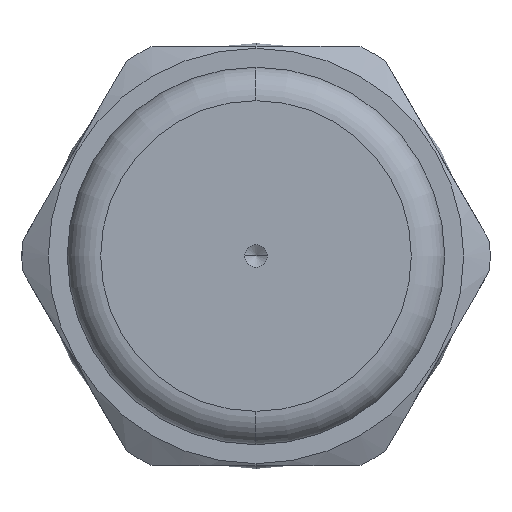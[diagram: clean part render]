
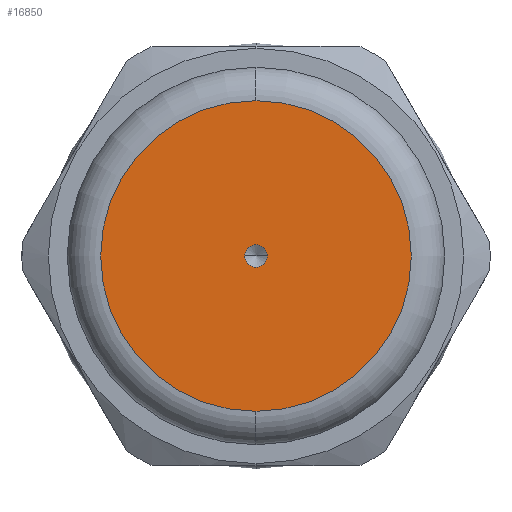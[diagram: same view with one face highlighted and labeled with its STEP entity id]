
A CAD part, left-side view. The second image highlights one B-rep face of the part: STEP entity #16850.
In plain terms, the highlighted planar face has unit normal (-1, 0, 0).
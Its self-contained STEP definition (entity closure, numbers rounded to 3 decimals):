
#101 = VERTEX_POINT ( 'NONE', #15930 ) ;
#482 = ORIENTED_EDGE ( 'NONE', *, *, #15681, .F. ) ;
#787 = ORIENTED_EDGE ( 'NONE', *, *, #15305, .T. ) ;
#895 = ORIENTED_EDGE ( 'NONE', *, *, #15133, .F. ) ;
#1173 = ORIENTED_EDGE ( 'NONE', *, *, #15680, .T. ) ;
#2152 = CARTESIAN_POINT ( 'NONE',  ( -23., 0., 0. ) ) ;
#2153 = DIRECTION ( 'NONE',  ( 1., 0., 0. ) ) ;
#2154 = DIRECTION ( 'NONE',  ( 0., 0., -1. ) ) ;
#2155 = CARTESIAN_POINT ( 'NONE',  ( -23., 0., 0. ) ) ;
#2156 = DIRECTION ( 'NONE',  ( 1., 0., 0. ) ) ;
#2157 = DIRECTION ( 'NONE',  ( 0., 0., -1. ) ) ;
#4099 = CARTESIAN_POINT ( 'NONE',  ( -23., 0., 8.23 ) ) ;
#4192 = CARTESIAN_POINT ( 'NONE',  ( -23., 0., -0.6 ) ) ;
#4198 = CARTESIAN_POINT ( 'NONE',  ( -23., 0., 0.6 ) ) ;
#5408 = CIRCLE ( 'NONE', #15161, 8.23 ) ;
#5549 = CIRCLE ( 'NONE', #16513, 0.6 ) ;
#5856 = CIRCLE ( 'NONE', #16634, 0.6 ) ;
#5857 = CIRCLE ( 'NONE', #16635, 8.23 ) ;
#6078 = FACE_BOUND ( 'NONE', #14954, .T. ) ;
#6082 = FACE_OUTER_BOUND ( 'NONE', #15016, .T. ) ;
#6619 = CARTESIAN_POINT ( 'NONE',  ( -23., 0., 0. ) ) ;
#6620 = DIRECTION ( 'NONE',  ( 1., 0., 0. ) ) ;
#6621 = DIRECTION ( 'NONE',  ( 0., 0., -1. ) ) ;
#7021 = DIRECTION ( 'NONE',  ( -1., 0., 0. ) ) ;
#7022 = CARTESIAN_POINT ( 'NONE',  ( -23., 0., -0.6 ) ) ;
#7024 = PLANE ( 'NONE',  #16766 ) ;
#7026 = DIRECTION ( 'NONE',  ( 0., 0., 1. ) ) ;
#7970 = CARTESIAN_POINT ( 'NONE',  ( -23., 0., 0. ) ) ;
#7971 = DIRECTION ( 'NONE',  ( 1., 0., 0. ) ) ;
#7972 = DIRECTION ( 'NONE',  ( 0., 0., -1. ) ) ;
#14430 = VERTEX_POINT ( 'NONE', #4099 ) ;
#14680 = VERTEX_POINT ( 'NONE', #4192 ) ;
#14705 = VERTEX_POINT ( 'NONE', #4198 ) ;
#14954 = EDGE_LOOP ( 'NONE', ( #1173, #787 ) ) ;
#15016 = EDGE_LOOP ( 'NONE', ( #895, #482 ) ) ;
#15133 = EDGE_CURVE ( 'NONE', #101, #14430, #5408, .T. ) ;
#15161 = AXIS2_PLACEMENT_3D ( 'NONE', #6619, #6620, #6621 ) ;
#15305 = EDGE_CURVE ( 'NONE', #14705, #14680, #5549, .T. ) ;
#15680 = EDGE_CURVE ( 'NONE', #14680, #14705, #5856, .T. ) ;
#15681 = EDGE_CURVE ( 'NONE', #14430, #101, #5857, .T. ) ;
#15930 = CARTESIAN_POINT ( 'NONE',  ( -23., 0., -8.23 ) ) ;
#16513 = AXIS2_PLACEMENT_3D ( 'NONE', #7970, #7971, #7972 ) ;
#16634 = AXIS2_PLACEMENT_3D ( 'NONE', #2152, #2153, #2154 ) ;
#16635 = AXIS2_PLACEMENT_3D ( 'NONE', #2155, #2156, #2157 ) ;
#16766 = AXIS2_PLACEMENT_3D ( 'NONE', #7022, #7021, #7026 ) ;
#16850 = ADVANCED_FACE ( 'NONE', ( #6078, #6082 ), #7024, .T. ) ;
